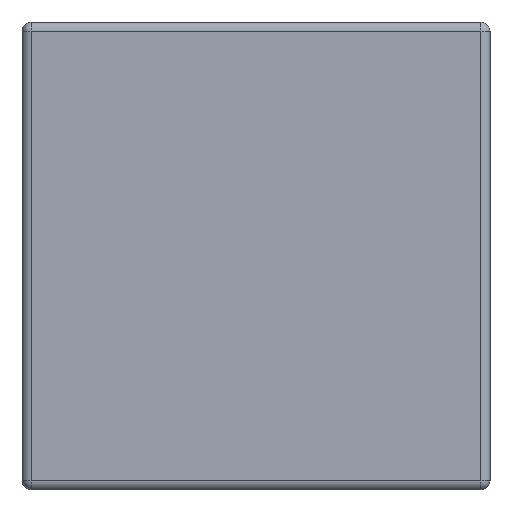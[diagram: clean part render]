
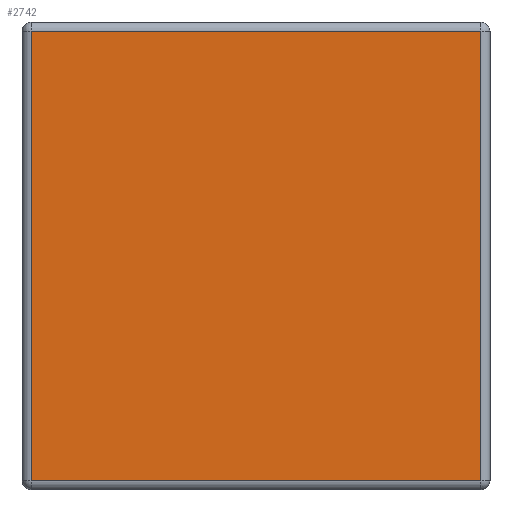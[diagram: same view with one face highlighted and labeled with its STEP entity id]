
A CAD part, left-side view. The second image highlights one B-rep face of the part: STEP entity #2742.
In plain terms, the highlighted planar face has unit normal (-1, 0, 0).
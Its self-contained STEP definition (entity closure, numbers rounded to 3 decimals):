
#113 = VERTEX_POINT ( 'NONE', #3704 ) ;
#296 = EDGE_CURVE ( 'NONE', #113, #1185, #1523, .T. ) ;
#345 = VECTOR ( 'NONE', #1487, 1000. ) ;
#567 = LINE ( 'NONE', #3571, #1135 ) ;
#579 = ORIENTED_EDGE ( 'NONE', *, *, #1829, .T. ) ;
#725 = PLANE ( 'NONE',  #1552 ) ;
#805 = CARTESIAN_POINT ( 'NONE',  ( -1., -0.6, 1.225 ) ) ;
#824 = EDGE_LOOP ( 'NONE', ( #579, #2666, #2217, #2831 ) ) ;
#1091 = VERTEX_POINT ( 'NONE', #3623 ) ;
#1099 = FACE_OUTER_BOUND ( 'NONE', #824, .T. ) ;
#1135 = VECTOR ( 'NONE', #2677, 1000. ) ;
#1185 = VERTEX_POINT ( 'NONE', #805 ) ;
#1273 = CARTESIAN_POINT ( 'NONE',  ( -1., -0.6, 1.25 ) ) ;
#1312 = VECTOR ( 'NONE', #2915, 1000. ) ;
#1408 = CARTESIAN_POINT ( 'NONE',  ( -1., 0., 1.225 ) ) ;
#1487 = DIRECTION ( 'NONE',  ( 0., 0., 1. ) ) ;
#1523 = LINE ( 'NONE', #1273, #345 ) ;
#1552 = AXIS2_PLACEMENT_3D ( 'NONE', #3496, #3471, #1930 ) ;
#1829 = EDGE_CURVE ( 'NONE', #1185, #1091, #2288, .T. ) ;
#1930 = DIRECTION ( 'NONE',  ( 0., 0., 1. ) ) ;
#2199 = EDGE_CURVE ( 'NONE', #2748, #113, #567, .T. ) ;
#2217 = ORIENTED_EDGE ( 'NONE', *, *, #2199, .T. ) ;
#2244 = VECTOR ( 'NONE', #3193, 1000. ) ;
#2288 = LINE ( 'NONE', #1408, #2244 ) ;
#2472 = EDGE_CURVE ( 'NONE', #1091, #2748, #3583, .T. ) ;
#2666 = ORIENTED_EDGE ( 'NONE', *, *, #2472, .T. ) ;
#2677 = DIRECTION ( 'NONE',  ( 0., -1., 0. ) ) ;
#2742 = ADVANCED_FACE ( 'NONE', ( #1099 ), #725, .T. ) ;
#2748 = VERTEX_POINT ( 'NONE', #3192 ) ;
#2831 = ORIENTED_EDGE ( 'NONE', *, *, #296, .T. ) ;
#2915 = DIRECTION ( 'NONE',  ( 0., 0., -1. ) ) ;
#2935 = CARTESIAN_POINT ( 'NONE',  ( -1., 0.6, 0. ) ) ;
#3192 = CARTESIAN_POINT ( 'NONE',  ( -1., 0.6, 0.025 ) ) ;
#3193 = DIRECTION ( 'NONE',  ( 0., 1., 0. ) ) ;
#3471 = DIRECTION ( 'NONE',  ( -1., 0., 0. ) ) ;
#3496 = CARTESIAN_POINT ( 'NONE',  ( -1., 0., 1.25 ) ) ;
#3571 = CARTESIAN_POINT ( 'NONE',  ( -1., -0.625, 0.025 ) ) ;
#3583 = LINE ( 'NONE', #2935, #1312 ) ;
#3623 = CARTESIAN_POINT ( 'NONE',  ( -1., 0.6, 1.225 ) ) ;
#3704 = CARTESIAN_POINT ( 'NONE',  ( -1., -0.6, 0.025 ) ) ;
